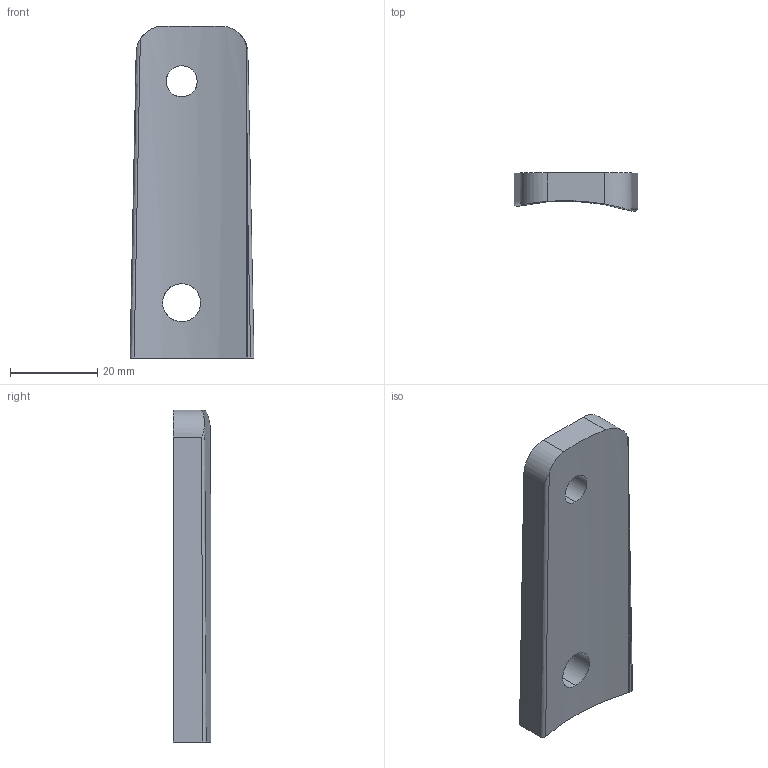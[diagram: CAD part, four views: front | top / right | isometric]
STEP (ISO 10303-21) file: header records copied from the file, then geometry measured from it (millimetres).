
FILE_DESCRIPTION (( 'STEP AP214' ), '1' );
FILE_NAME ('SPCR-400SD-250C-313C Spacer, Fin Bracket to Tank, Mojave Sphinx.STEP', '2024-08-17T20:31:55', ( '' ), ( '' ), 'SwSTEP 2.0', 'SolidWorks 2022', '' );
FILE_SCHEMA (( 'AUTOMOTIVE_DESIGN' ));
Length unit declared in the file: inch
Products named in the file (1): SPCR-400SD-250C-313C Spacer, Fin Bracket to Tank, Mojave Sphinx
Bounding box: 28.45 x 8.64 x 76.2 mm (x, y, z)
Volume: 13585.4 mm3; surface area: 5723.1 mm2
Topology: 1 solids, 1 shells, 16 faces, 42 edges, 28 vertices
Faces by surface type: cylinder 9, plane 6, bspline 1
Entity records: 716 total; most frequent: CARTESIAN_POINT 296, ORIENTED_EDGE 84, DIRECTION 69, EDGE_CURVE 42, VERTEX_POINT 28, AXIS2_PLACEMENT_3D 25, EDGE_LOOP 20, VECTOR 19
